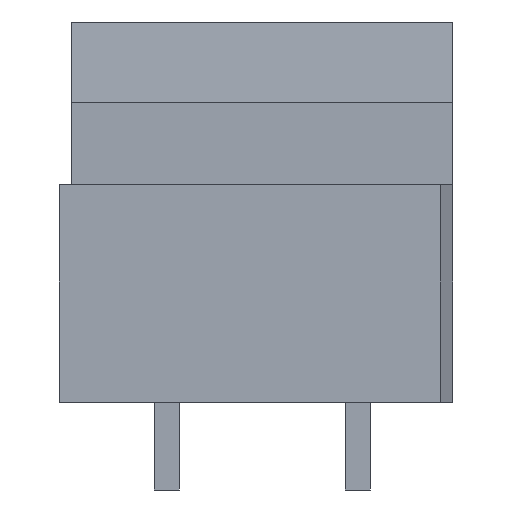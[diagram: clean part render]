
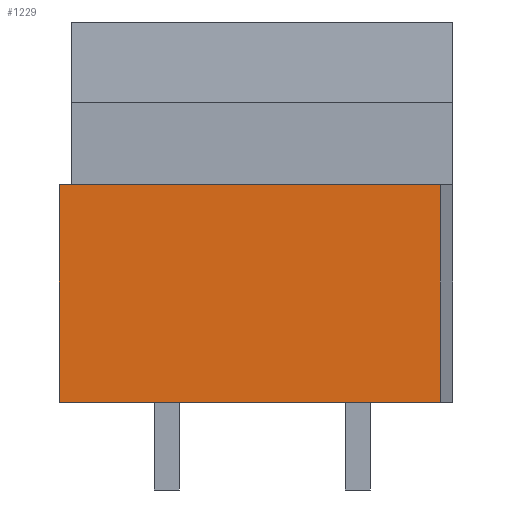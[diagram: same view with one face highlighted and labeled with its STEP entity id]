
A CAD part, front view. The second image highlights one B-rep face of the part: STEP entity #1229.
In plain terms, the highlighted planar face has unit normal (0, -1, 0).
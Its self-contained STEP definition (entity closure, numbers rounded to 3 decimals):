
#372=DIRECTION('',(0.,0.,1.));
#373=VECTOR('',#372,8.7);
#374=CARTESIAN_POINT('',(-8.12,-4.5,-15.2));
#375=LINE('',#374,#373);
#376=DIRECTION('',(-1.,0.,0.));
#377=VECTOR('',#376,15.24);
#378=CARTESIAN_POINT('',(7.12,-4.5,-15.2));
#379=LINE('',#378,#377);
#380=DIRECTION('',(1.,0.,0.));
#381=VECTOR('',#380,15.24);
#382=CARTESIAN_POINT('',(-8.12,-4.5,-6.5));
#383=LINE('',#382,#381);
#384=DIRECTION('',(0.,0.,-1.));
#385=VECTOR('',#384,8.7);
#386=CARTESIAN_POINT('',(7.12,-4.5,-6.5));
#387=LINE('',#386,#385);
#728=CARTESIAN_POINT('',(-8.12,-4.5,-15.2));
#730=VERTEX_POINT('',#728);
#736=CARTESIAN_POINT('',(-8.12,-4.5,-6.5));
#738=VERTEX_POINT('',#736);
#752=CARTESIAN_POINT('',(7.12,-4.5,-15.2));
#753=VERTEX_POINT('',#752);
#754=CARTESIAN_POINT('',(7.12,-4.5,-6.5));
#755=VERTEX_POINT('',#754);
#1217=CARTESIAN_POINT('',(-7.62,-4.5,-6.5));
#1218=DIRECTION('',(0.,-1.,0.));
#1219=DIRECTION('',(0.,0.,-1.));
#1220=AXIS2_PLACEMENT_3D('',#1217,#1218,#1219);
#1221=PLANE('',#1220);
#1222=ORIENTED_EDGE('',*,*,#952,.T.);
#1223=ORIENTED_EDGE('',*,*,#1212,.T.);
#1224=ORIENTED_EDGE('',*,*,#852,.T.);
#1226=ORIENTED_EDGE('',*,*,#1225,.T.);
#1227=EDGE_LOOP('',(#1222,#1223,#1224,#1226));
#1228=FACE_OUTER_BOUND('',#1227,.F.);
#1229=ADVANCED_FACE('',(#1228),#1221,.T.);
#852=EDGE_CURVE('',#738,#755,#383,.T.);
#952=EDGE_CURVE('',#753,#730,#379,.T.);
#1212=EDGE_CURVE('',#730,#738,#375,.T.);
#1225=EDGE_CURVE('',#755,#753,#387,.T.);
